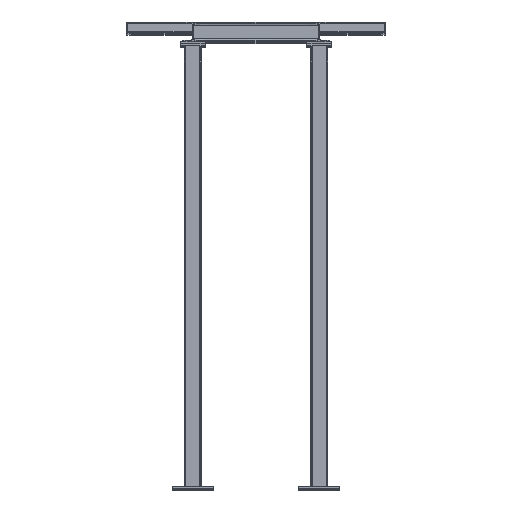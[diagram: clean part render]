
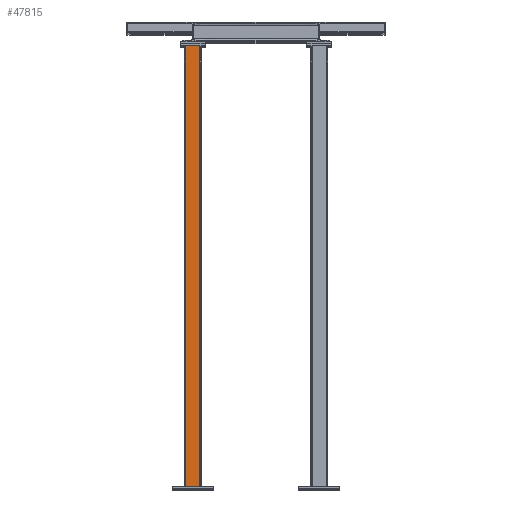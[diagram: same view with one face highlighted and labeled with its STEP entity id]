
A CAD part, top view. The second image highlights one B-rep face of the part: STEP entity #47815.
In plain terms, the highlighted free-form (B-spline) face has degree [1, 1] with [2, 2] control points.
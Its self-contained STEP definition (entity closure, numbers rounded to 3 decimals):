
#47788 = VERTEX_POINT('',#47789);
#47789 = CARTESIAN_POINT('',(-1155.885,-7614.143,
    8271.82));
#47795 = EDGE_CURVE('',#47788,#47796,#47798,.T.);
#47796 = VERTEX_POINT('',#47797);
#47797 = CARTESIAN_POINT('',(-1155.885,-393.25,
    8271.82));
#47798 = B_SPLINE_CURVE_WITH_KNOTS('',1,(#47799,#47800),.UNSPECIFIED.,
  .F.,.F.,(2,2),(0.,5325.),.PIECEWISE_BEZIER_KNOTS.);
#47799 = CARTESIAN_POINT('',(-1155.885,-7614.143,
    8271.82));
#47800 = CARTESIAN_POINT('',(-1155.885,-393.25,
    8271.82));
#47815 = ADVANCED_FACE('',(#47816),#47838,.F.);
#47816 = FACE_BOUND('',#47817,.T.);
#47817 = EDGE_LOOP('',(#47818,#47825,#47832,#47837));
#47818 = ORIENTED_EDGE('',*,*,#47819,.F.);
#47819 = EDGE_CURVE('',#47820,#47788,#47822,.T.);
#47820 = VERTEX_POINT('',#47821);
#47821 = CARTESIAN_POINT('',(-918.85,-7614.143,
    8271.82));
#47822 = B_SPLINE_CURVE_WITH_KNOTS('',1,(#47823,#47824),.UNSPECIFIED.,
  .F.,.F.,(2,2),(0.,174.8),.PIECEWISE_BEZIER_KNOTS.);
#47823 = CARTESIAN_POINT('',(-918.85,-7614.143,
    8271.82));
#47824 = CARTESIAN_POINT('',(-1155.885,-7614.143,
    8271.82));
#47825 = ORIENTED_EDGE('',*,*,#47826,.T.);
#47826 = EDGE_CURVE('',#47820,#47827,#47829,.T.);
#47827 = VERTEX_POINT('',#47828);
#47828 = CARTESIAN_POINT('',(-918.85,-393.25,
    8271.82));
#47829 = B_SPLINE_CURVE_WITH_KNOTS('',1,(#47830,#47831),.UNSPECIFIED.,
  .F.,.F.,(2,2),(0.,5325.),.PIECEWISE_BEZIER_KNOTS.);
#47830 = CARTESIAN_POINT('',(-918.85,-7614.143,
    8271.82));
#47831 = CARTESIAN_POINT('',(-918.85,-393.25,
    8271.82));
#47832 = ORIENTED_EDGE('',*,*,#47833,.F.);
#47833 = EDGE_CURVE('',#47796,#47827,#47834,.T.);
#47834 = B_SPLINE_CURVE_WITH_KNOTS('',1,(#47835,#47836),.UNSPECIFIED.,
  .F.,.F.,(2,2),(-174.8,0.),
  .PIECEWISE_BEZIER_KNOTS.);
#47835 = CARTESIAN_POINT('',(-1155.885,-393.25,
    8271.82));
#47836 = CARTESIAN_POINT('',(-918.85,-393.25,
    8271.82));
#47837 = ORIENTED_EDGE('',*,*,#47795,.F.);
#47838 = B_SPLINE_SURFACE_WITH_KNOTS('',1,1,(
    (#47839,#47840)
    ,(#47841,#47842
    )),.UNSPECIFIED.,.F.,.F.,.F.,(2,2),(2,2),(-5325.,0.),(
    0.,174.8),.PIECEWISE_BEZIER_KNOTS.);
#47839 = CARTESIAN_POINT('',(-918.85,-393.25,
    8271.82));
#47840 = CARTESIAN_POINT('',(-1155.885,-393.25,
    8271.82));
#47841 = CARTESIAN_POINT('',(-918.85,-7614.143,
    8271.82));
#47842 = CARTESIAN_POINT('',(-1155.885,-7614.143,
    8271.82));
